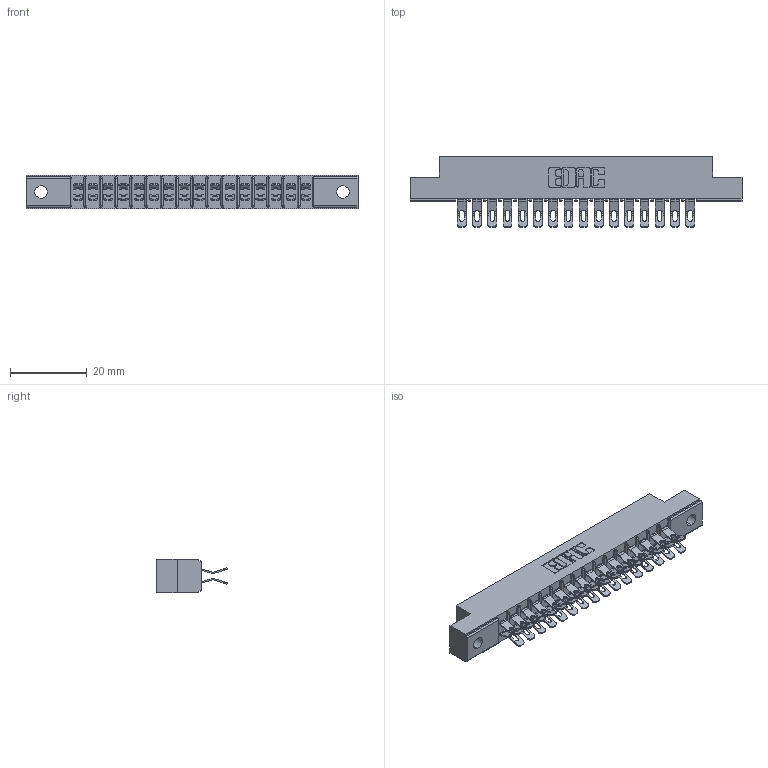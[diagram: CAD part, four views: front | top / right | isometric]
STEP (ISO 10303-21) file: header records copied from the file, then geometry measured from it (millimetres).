
FILE_DESCRIPTION (( 'STEP AP203' ), '1' );
FILE_NAME ('315-032-555-202.STEP', '2019-09-10T15:41:46', ( '' ), ( '' ), 'SwSTEP 2.0', 'SolidWorks 2016', '' );
FILE_SCHEMA (( 'CONFIG_CONTROL_DESIGN' ));
Length unit declared in the file: inch
Products named in the file (3): 305-290-001_555; 305 Part_.128 Dia; 315-032-555-202
Assembly tree (33 placements, depth 2):
  315-032-555-202
    305 Part_.128 Dia
    305-290-001_555  x32
Bounding box: 86.41 x 18.41 x 8.71 mm (x, y, z)
Volume: 5490.4 mm3; surface area: 10295.4 mm2
Topology: 33 solids, 33 shells, 2228 faces, 6636 edges, 4336 vertices
Faces by surface type: plane 1092, cylinder 1072, sphere 64
Entity records: 21115 total; most frequent: CARTESIAN_POINT 3512, ORIENTED_EDGE 3472, DIRECTION 3412, EDGE_CURVE 1736, VECTOR 1356, LINE 1356, VERTEX_POINT 1112, AXIS2_PLACEMENT_3D 1028
